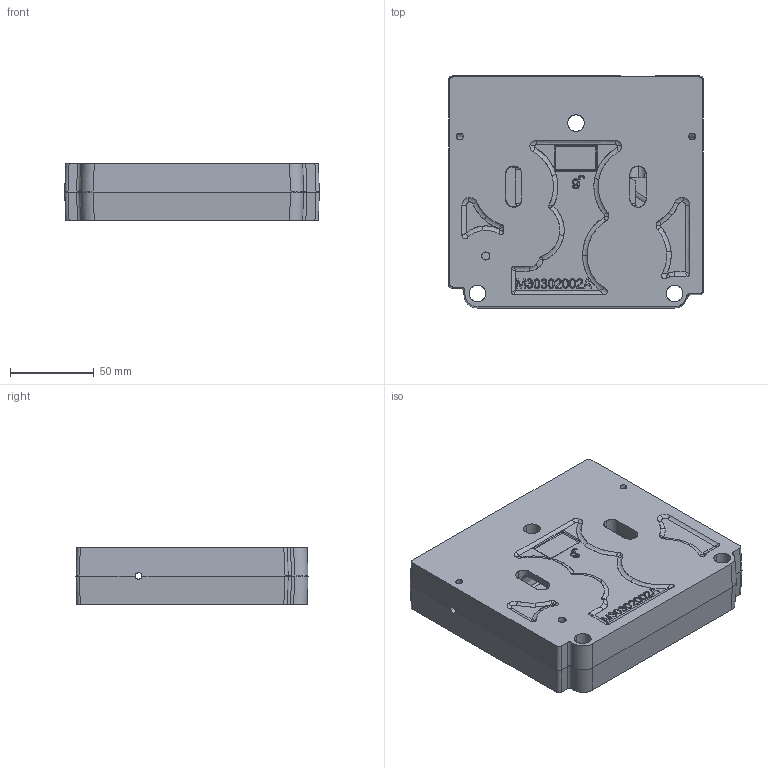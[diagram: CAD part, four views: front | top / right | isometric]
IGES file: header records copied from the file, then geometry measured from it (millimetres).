
Start section: SolidWorks IGES file using analytic representation for surfaces
Global section: file name: HSC0007705020.igs; native system: SolidWorks 2012; preprocessor: SolidWorks 2012; author: ARUTPUT15; date: 131005.122341; units: millimetre
Bounding box: 152.31 x 138.82 x 34 mm (x, y, z)
Surface area: 73689.3 mm2 (no closed solid volume)
Topology: 0 solids, 0 shells, 768 faces, 7443 edges, 7417 vertices
Faces by surface type: bspline 669, revolution 99
